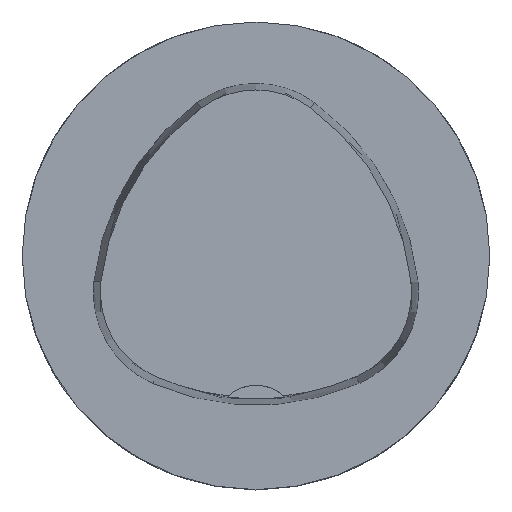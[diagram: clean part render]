
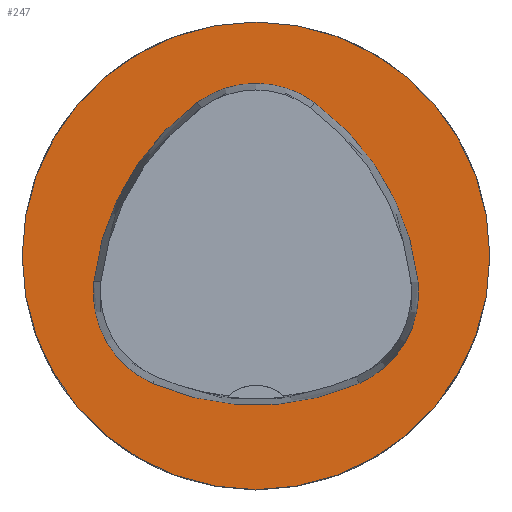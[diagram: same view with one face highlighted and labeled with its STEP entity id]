
A CAD part, top view. The second image highlights one B-rep face of the part: STEP entity #247.
In plain terms, the highlighted planar face has unit normal (0, 0, 1).
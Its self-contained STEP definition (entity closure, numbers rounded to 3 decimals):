
#192=FACE_BOUND('',#389,.T.);
#193=FACE_BOUND('',#390,.T.);
#247=ADVANCED_FACE('',(#192,#193),#285,.T.);
#285=PLANE('',#956);
#389=EDGE_LOOP('',(#522,#523,#524,#525,#526,#527));
#390=EDGE_LOOP('',(#528));
#522=ORIENTED_EDGE('',*,*,#743,.T.);
#523=ORIENTED_EDGE('',*,*,#741,.T.);
#524=ORIENTED_EDGE('',*,*,#739,.T.);
#525=ORIENTED_EDGE('',*,*,#737,.T.);
#526=ORIENTED_EDGE('',*,*,#735,.T.);
#527=ORIENTED_EDGE('',*,*,#733,.T.);
#528=ORIENTED_EDGE('',*,*,#756,.F.);
#654=VERTEX_POINT('',#1373);
#655=VERTEX_POINT('',#1375);
#656=VERTEX_POINT('',#1379);
#657=VERTEX_POINT('',#1383);
#658=VERTEX_POINT('',#1387);
#659=VERTEX_POINT('',#1391);
#668=VERTEX_POINT('',#1423);
#733=EDGE_CURVE('',#655,#654,#830,.T.);
#735=EDGE_CURVE('',#656,#655,#831,.T.);
#737=EDGE_CURVE('',#657,#656,#832,.T.);
#739=EDGE_CURVE('',#658,#657,#833,.T.);
#741=EDGE_CURVE('',#659,#658,#834,.T.);
#743=EDGE_CURVE('',#654,#659,#835,.T.);
#756=EDGE_CURVE('',#668,#668,#836,.T.);
#830=CIRCLE('',#933,44.);
#831=CIRCLE('',#935,17.);
#832=CIRCLE('',#937,44.);
#833=CIRCLE('',#939,17.);
#834=CIRCLE('',#941,44.);
#835=CIRCLE('',#943,17.);
#836=CIRCLE('',#955,40.);
#933=AXIS2_PLACEMENT_3D('',#1374,#1116,#1117);
#935=AXIS2_PLACEMENT_3D('',#1378,#1121,#1122);
#937=AXIS2_PLACEMENT_3D('',#1382,#1126,#1127);
#939=AXIS2_PLACEMENT_3D('',#1386,#1131,#1132);
#941=AXIS2_PLACEMENT_3D('',#1390,#1136,#1137);
#943=AXIS2_PLACEMENT_3D('',#1394,#1141,#1142);
#955=AXIS2_PLACEMENT_3D('',#1422,#1173,#1174);
#956=AXIS2_PLACEMENT_3D('',#1424,#1175,#1176);
#1116=DIRECTION('',(0.,0.,-1.));
#1117=DIRECTION('',(-1.,0.,0.));
#1121=DIRECTION('',(0.,0.,-1.));
#1122=DIRECTION('',(-1.,0.,0.));
#1126=DIRECTION('',(0.,0.,-1.));
#1127=DIRECTION('',(-1.,0.,0.));
#1131=DIRECTION('',(0.,0.,-1.));
#1132=DIRECTION('',(-1.,0.,0.));
#1136=DIRECTION('',(0.,0.,-1.));
#1137=DIRECTION('',(-1.,0.,0.));
#1141=DIRECTION('',(0.,0.,-1.));
#1142=DIRECTION('',(-1.,0.,0.));
#1173=DIRECTION('',(0.,0.,-1.));
#1174=DIRECTION('',(-1.,0.,0.));
#1175=DIRECTION('',(0.,0.,1.));
#1176=DIRECTION('',(1.,0.,0.));
#1373=CARTESIAN_POINT('',(-17.652,-21.819,0.));
#1374=CARTESIAN_POINT('',(0.017,18.477,0.));
#1375=CARTESIAN_POINT('',(17.611,-21.852,0.));
#1378=CARTESIAN_POINT('',(10.814,-6.27,0.));
#1379=CARTESIAN_POINT('',(27.71,-4.394,0.));
#1382=CARTESIAN_POINT('',(-16.021,-9.25,0.));
#1383=CARTESIAN_POINT('',(10.049,26.194,0.));
#1386=CARTESIAN_POINT('',(-0.023,12.5,0.));
#1387=CARTESIAN_POINT('',(-10.119,26.178,0.));
#1390=CARTESIAN_POINT('',(16.01,-9.224,0.));
#1391=CARTESIAN_POINT('',(-27.722,-4.378,0.));
#1394=CARTESIAN_POINT('',(-10.825,-6.25,0.));
#1422=CARTESIAN_POINT('',(0.,0.,0.));
#1423=CARTESIAN_POINT('',(-40.,0.,0.));
#1424=CARTESIAN_POINT('',(0.,0.,0.));
